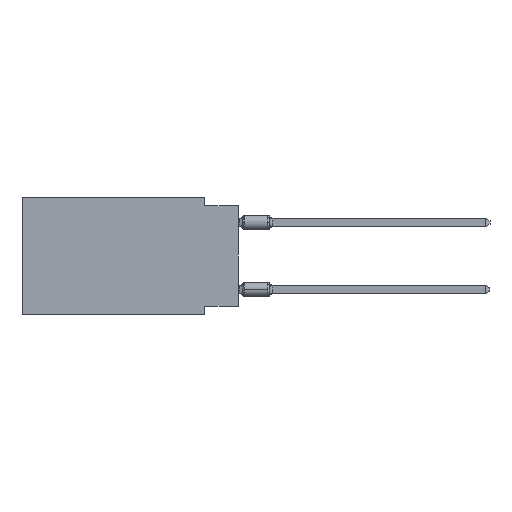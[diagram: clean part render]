
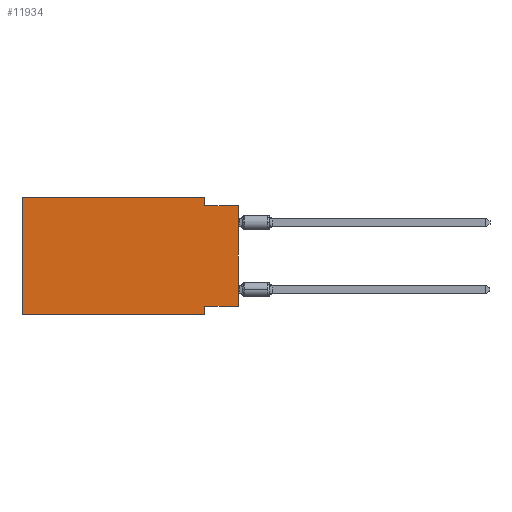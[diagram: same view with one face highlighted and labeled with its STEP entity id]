
A CAD part, left-side view. The second image highlights one B-rep face of the part: STEP entity #11934.
In plain terms, the highlighted planar face has unit normal (-1, 0, 0).
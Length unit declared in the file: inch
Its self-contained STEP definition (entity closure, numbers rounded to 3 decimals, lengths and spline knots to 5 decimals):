
#705 = ORIENTED_EDGE ( 'NONE', *, *, #3696, .T. ) ;
#1284 = LINE ( 'NONE', #25117, #11497 ) ;
#1365 = VECTOR ( 'NONE', #16610, 39.37008 ) ;
#1886 = LINE ( 'NONE', #19072, #9110 ) ;
#1953 = CARTESIAN_POINT ( 'NONE',  ( 0., 0.645, -0.35 ) ) ;
#3696 = EDGE_CURVE ( 'NONE', #17696, #21508, #4468, .T. ) ;
#4417 = LINE ( 'NONE', #23454, #11294 ) ;
#4468 = LINE ( 'NONE', #19809, #18521 ) ;
#4872 = EDGE_CURVE ( 'NONE', #22102, #19835, #15582, .T. ) ;
#6410 = VERTEX_POINT ( 'NONE', #11820 ) ;
#6422 = EDGE_CURVE ( 'NONE', #11036, #6410, #22661, .T. ) ;
#6643 = VERTEX_POINT ( 'NONE', #26407 ) ;
#6705 = PLANE ( 'NONE',  #10770 ) ;
#6716 = CARTESIAN_POINT ( 'NONE',  ( 0., 0.1, 0. ) ) ;
#6971 = EDGE_CURVE ( 'NONE', #19835, #11036, #4417, .T. ) ;
#7451 = CARTESIAN_POINT ( 'NONE',  ( 0., 0.645, 0. ) ) ;
#9090 = DIRECTION ( 'NONE',  ( 0., 0., 1. ) ) ;
#9110 = VECTOR ( 'NONE', #19477, 39.37008 ) ;
#9831 = CARTESIAN_POINT ( 'NONE',  ( 0., 0., -0.325 ) ) ;
#10625 = ORIENTED_EDGE ( 'NONE', *, *, #19034, .F. ) ;
#10770 = AXIS2_PLACEMENT_3D ( 'NONE', #10947, #11357, #22070 ) ;
#10947 = CARTESIAN_POINT ( 'NONE',  ( 0., 0.645, 0. ) ) ;
#11036 = VERTEX_POINT ( 'NONE', #6716 ) ;
#11294 = VECTOR ( 'NONE', #12872, 39.37008 ) ;
#11357 = DIRECTION ( 'NONE',  ( 1., 0., 0. ) ) ;
#11497 = VECTOR ( 'NONE', #16242, 39.37008 ) ;
#11820 = CARTESIAN_POINT ( 'NONE',  ( 0., 0.1, -0.025 ) ) ;
#11934 = ADVANCED_FACE ( 'NONE', ( #26304 ), #6705, .F. ) ;
#12239 = CARTESIAN_POINT ( 'NONE',  ( 0., 0.1, 0. ) ) ;
#12403 = LINE ( 'NONE', #18742, #27335 ) ;
#12872 = DIRECTION ( 'NONE',  ( 0., -1., 0. ) ) ;
#13252 = ORIENTED_EDGE ( 'NONE', *, *, #6971, .F. ) ;
#14513 = DIRECTION ( 'NONE',  ( 0., -1., 0. ) ) ;
#15399 = EDGE_CURVE ( 'NONE', #6643, #25820, #1886, .T. ) ;
#15582 = LINE ( 'NONE', #15719, #26385 ) ;
#15627 = ORIENTED_EDGE ( 'NONE', *, *, #17097, .F. ) ;
#15719 = CARTESIAN_POINT ( 'NONE',  ( 0., 0.645, 0. ) ) ;
#16242 = DIRECTION ( 'NONE',  ( 0., 1., 0. ) ) ;
#16610 = DIRECTION ( 'NONE',  ( 0., 0., -1. ) ) ;
#17097 = EDGE_CURVE ( 'NONE', #17696, #6643, #1284, .T. ) ;
#17696 = VERTEX_POINT ( 'NONE', #9831 ) ;
#18521 = VECTOR ( 'NONE', #9090, 39.37008 ) ;
#18742 = CARTESIAN_POINT ( 'NONE',  ( 0., 0., -0.025 ) ) ;
#19034 = EDGE_CURVE ( 'NONE', #6410, #21508, #12403, .T. ) ;
#19072 = CARTESIAN_POINT ( 'NONE',  ( 0., 0.1, -0.35 ) ) ;
#19434 = CARTESIAN_POINT ( 'NONE',  ( 0., 0.645, -0.35 ) ) ;
#19477 = DIRECTION ( 'NONE',  ( 0., 0., -1. ) ) ;
#19525 = ORIENTED_EDGE ( 'NONE', *, *, #26933, .T. ) ;
#19809 = CARTESIAN_POINT ( 'NONE',  ( 0., 0., 0. ) ) ;
#19835 = VERTEX_POINT ( 'NONE', #7451 ) ;
#19966 = DIRECTION ( 'NONE',  ( 0., -1., 0. ) ) ;
#20249 = ORIENTED_EDGE ( 'NONE', *, *, #4872, .F. ) ;
#20278 = ORIENTED_EDGE ( 'NONE', *, *, #15399, .F. ) ;
#21508 = VERTEX_POINT ( 'NONE', #26705 ) ;
#22070 = DIRECTION ( 'NONE',  ( 0., 0., -1. ) ) ;
#22102 = VERTEX_POINT ( 'NONE', #1953 ) ;
#22616 = CARTESIAN_POINT ( 'NONE',  ( 0., 0.1, -0.35 ) ) ;
#22661 = LINE ( 'NONE', #12239, #1365 ) ;
#23356 = VECTOR ( 'NONE', #19966, 39.37008 ) ;
#23454 = CARTESIAN_POINT ( 'NONE',  ( 0., 0.645, 0. ) ) ;
#24046 = DIRECTION ( 'NONE',  ( 0., 0., 1. ) ) ;
#24372 = LINE ( 'NONE', #19434, #23356 ) ;
#25117 = CARTESIAN_POINT ( 'NONE',  ( 0., 0., -0.325 ) ) ;
#25820 = VERTEX_POINT ( 'NONE', #22616 ) ;
#26282 = EDGE_LOOP ( 'NONE', ( #705, #10625, #26596, #13252, #20249, #19525, #20278, #15627 ) ) ;
#26304 = FACE_OUTER_BOUND ( 'NONE', #26282, .T. ) ;
#26385 = VECTOR ( 'NONE', #24046, 39.37008 ) ;
#26407 = CARTESIAN_POINT ( 'NONE',  ( 0., 0.1, -0.325 ) ) ;
#26596 = ORIENTED_EDGE ( 'NONE', *, *, #6422, .F. ) ;
#26705 = CARTESIAN_POINT ( 'NONE',  ( 0., 0., -0.025 ) ) ;
#26933 = EDGE_CURVE ( 'NONE', #22102, #25820, #24372, .T. ) ;
#27335 = VECTOR ( 'NONE', #14513, 39.37008 ) ;
